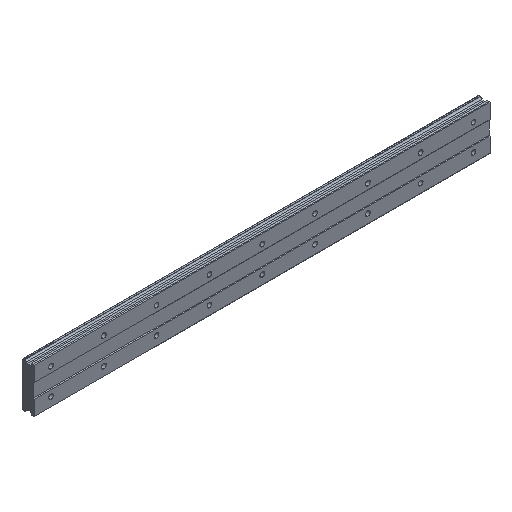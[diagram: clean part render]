
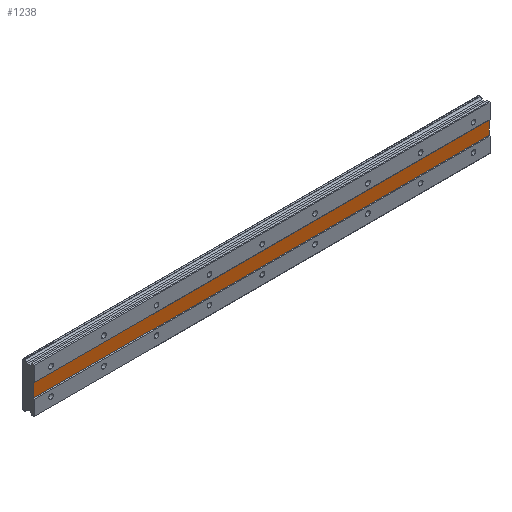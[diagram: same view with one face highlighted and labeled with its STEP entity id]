
A CAD part, isometric view. The second image highlights one B-rep face of the part: STEP entity #1238.
In plain terms, the highlighted planar face has unit normal (0, -1, 0).
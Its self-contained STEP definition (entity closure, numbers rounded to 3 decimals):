
#73 = VECTOR ( 'NONE', #3036, 1000. ) ;
#179 = AXIS2_PLACEMENT_3D ( 'NONE', #1416, #2920, #2880 ) ;
#293 = LINE ( 'NONE', #2981, #758 ) ;
#296 = DIRECTION ( 'NONE',  ( 0., 0., -1. ) ) ;
#298 = ORIENTED_EDGE ( 'NONE', *, *, #3262, .F. ) ;
#592 = EDGE_LOOP ( 'NONE', ( #1698, #298, #673, #3072 ) ) ;
#608 = EDGE_CURVE ( 'NONE', #3640, #2824, #3088, .T. ) ;
#661 = CARTESIAN_POINT ( 'NONE',  ( -25., 1., 10. ) ) ;
#673 = ORIENTED_EDGE ( 'NONE', *, *, #608, .F. ) ;
#758 = VECTOR ( 'NONE', #867, 1000. ) ;
#793 = VERTEX_POINT ( 'NONE', #2222 ) ;
#867 = DIRECTION ( 'NONE',  ( 1., 0., 0. ) ) ;
#946 = CARTESIAN_POINT ( 'NONE',  ( 665., 1., 10. ) ) ;
#1238 = ADVANCED_FACE ( 'NONE', ( #3763 ), #2047, .F. ) ;
#1400 = VECTOR ( 'NONE', #296, 1000. ) ;
#1416 = CARTESIAN_POINT ( 'NONE',  ( 665., 1., 10. ) ) ;
#1698 = ORIENTED_EDGE ( 'NONE', *, *, #2669, .T. ) ;
#1798 = CARTESIAN_POINT ( 'NONE',  ( -25., 1., 34.482 ) ) ;
#2047 = PLANE ( 'NONE',  #179 ) ;
#2167 = CARTESIAN_POINT ( 'NONE',  ( 665., 1., 34.482 ) ) ;
#2222 = CARTESIAN_POINT ( 'NONE',  ( -25., 1., -10. ) ) ;
#2450 = LINE ( 'NONE', #2167, #73 ) ;
#2669 = EDGE_CURVE ( 'NONE', #793, #3350, #293, .T. ) ;
#2764 = VECTOR ( 'NONE', #3387, 1000. ) ;
#2824 = VERTEX_POINT ( 'NONE', #946 ) ;
#2880 = DIRECTION ( 'NONE',  ( 0., 0., 1. ) ) ;
#2920 = DIRECTION ( 'NONE',  ( 0., 1., 0. ) ) ;
#2981 = CARTESIAN_POINT ( 'NONE',  ( 665., 1., -10. ) ) ;
#3036 = DIRECTION ( 'NONE',  ( 0., 0., -1. ) ) ;
#3072 = ORIENTED_EDGE ( 'NONE', *, *, #3174, .T. ) ;
#3088 = LINE ( 'NONE', #3465, #2764 ) ;
#3174 = EDGE_CURVE ( 'NONE', #3640, #793, #3601, .T. ) ;
#3196 = CARTESIAN_POINT ( 'NONE',  ( 665., 1., -10. ) ) ;
#3262 = EDGE_CURVE ( 'NONE', #2824, #3350, #2450, .T. ) ;
#3350 = VERTEX_POINT ( 'NONE', #3196 ) ;
#3387 = DIRECTION ( 'NONE',  ( 1., 0., 0. ) ) ;
#3465 = CARTESIAN_POINT ( 'NONE',  ( 665., 1., 10. ) ) ;
#3601 = LINE ( 'NONE', #1798, #1400 ) ;
#3640 = VERTEX_POINT ( 'NONE', #661 ) ;
#3763 = FACE_OUTER_BOUND ( 'NONE', #592, .T. ) ;
